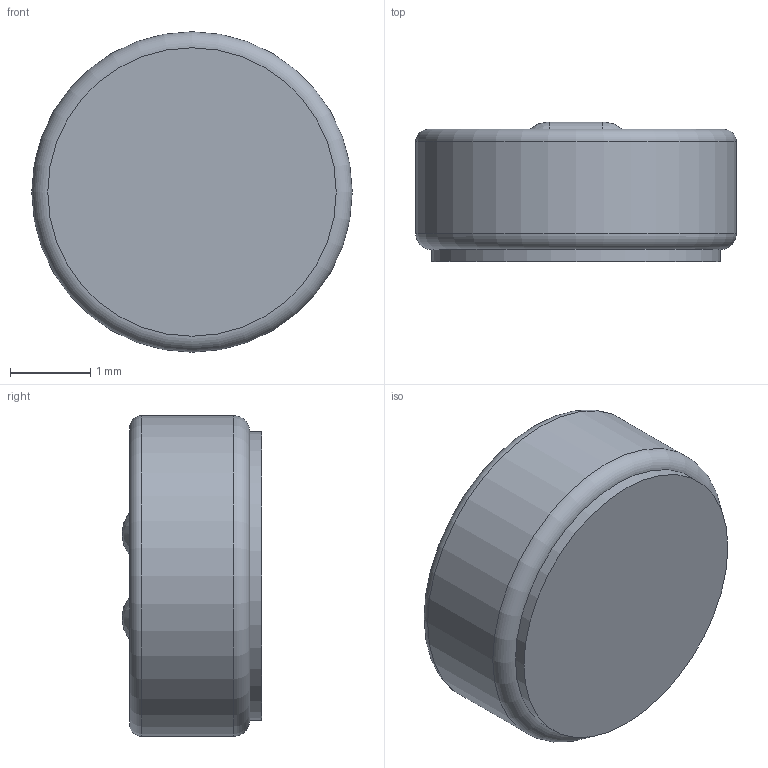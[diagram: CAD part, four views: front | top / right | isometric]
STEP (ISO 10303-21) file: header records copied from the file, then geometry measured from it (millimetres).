
FILE_DESCRIPTION(/* description */ (''),/* implementation_level */ '2;1');
FILE_NAME(/* name */ 'TOM-1537L-HD-R.stp',/* time_stamp */ '2019-04-01T16:35:14-04:00',/* author */ ('VanDenBroek'),/* organization */ (''),/* preprocessor_version */ 'ST-DEVELOPER v16.1',/* originating_system */ 'Autodesk Inventor 2016',/* authorisation */ '');
FILE_SCHEMA (('AUTOMOTIVE_DESIGN { 1 0 10303 214 3 1 1 }'));
Length unit declared in the file: millimetre
Products named in the file (1): TOM-1537L-HD-R
Bounding box: 4 x 1.74 x 4 mm (x, y, z)
Volume: 11.6 mm3; surface area: 71.4 mm2
Topology: 1 solids, 2 shells, 53 faces, 125 edges, 81 vertices
Faces by surface type: plane 29, cylinder 17, bspline 4, torus 3
Full cylindrical faces by diameter (mm): 2.9 x1, 3.1 x2, 3.6 x1, 4 x1
Entity records: 1621 total; most frequent: CARTESIAN_POINT 306, DIRECTION 262, ORIENTED_EDGE 232, EDGE_CURVE 116, AXIS2_PLACEMENT_3D 96, VERTEX_POINT 80, LINE 70, VECTOR 70
